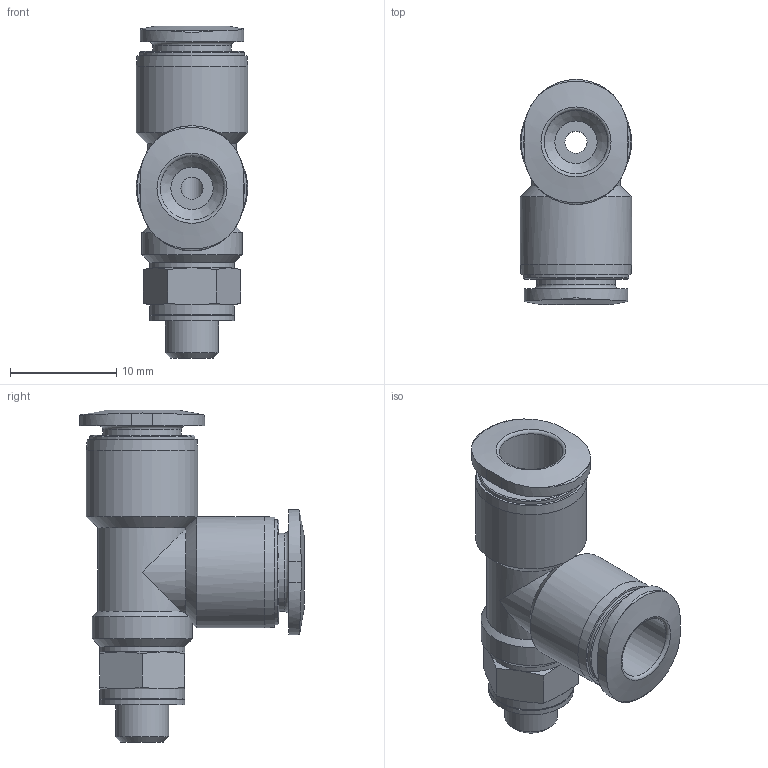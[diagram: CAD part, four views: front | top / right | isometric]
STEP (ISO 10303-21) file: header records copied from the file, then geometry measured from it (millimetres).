
FILE_DESCRIPTION(/* description */ ('STEP AP214'),/* implementation_level */ '2;1');
FILE_NAME(/* name */ '153363_QSMTL-M5-6',/* time_stamp */ '2024-09-13T11:20:51+02:00',/* author */ ('License CC BY-ND 4.0'),/* organization */ ('CADENAS'),/* preprocessor_version */ 'ST-DEVELOPER v19.3',/* originating_system */ 'PARTsolutions',/* authorisation */ ' ');
FILE_SCHEMA (('AUTOMOTIVE_DESIGN {1 0 10303 214 3 1 1}'));
Length unit declared in the file: millimetre
Products named in the file (1): 153363 QSMTL-M5-6
Bounding box: 10.5 x 21.2 x 31.3 mm (x, y, z)
Volume: 2123 mm3; surface area: 2165.1 mm2
Topology: 1 solids, 1 shells, 78 faces, 184 edges, 115 vertices
Faces by surface type: cone 27, cylinder 22, plane 21, torus 8
Full cylindrical faces by diameter (mm): 2.1 x2, 5 x1, 6 x2, 7.4 x2, 8 x3, 9.45 x1, 9.9 x2, 10.5 x2
Entity records: 2630 total; most frequent: CARTESIAN_POINT 496, DIRECTION 316, ORIENTED_EDGE 286, AXIS2_PLACEMENT_3D 149, EDGE_CURVE 143, EDGE_LOOP 121, FACE_BOUND 121, VERTEX_POINT 106
